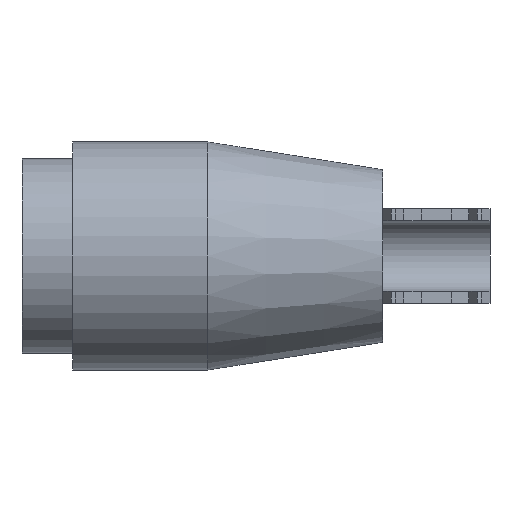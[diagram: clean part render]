
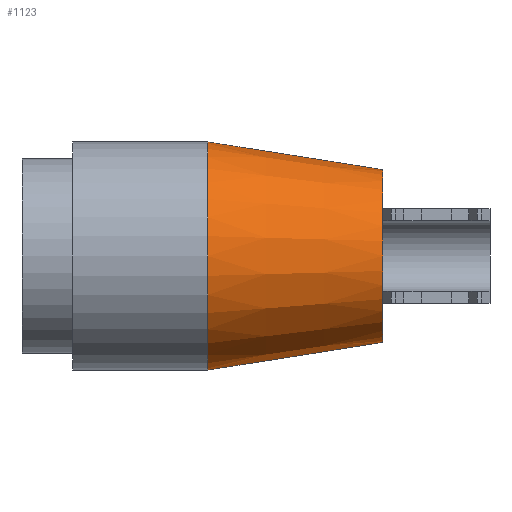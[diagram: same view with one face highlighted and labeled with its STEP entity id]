
A CAD part, front view. The second image highlights one B-rep face of the part: STEP entity #1123.
In plain terms, the highlighted conical face has half-angle 9 degrees and reference radius 5.111 mm.
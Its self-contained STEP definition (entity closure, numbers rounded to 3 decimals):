
#13 = EDGE_LOOP ( 'NONE', ( #1103, #1336, #644, #1466 ) ) ;
#87 = LINE ( 'NONE', #168, #382 ) ;
#168 = CARTESIAN_POINT ( 'NONE',  ( 7.5, 0., 5.111 ) ) ;
#182 = AXIS2_PLACEMENT_3D ( 'NONE', #1280, #1841, #269 ) ;
#221 = CONICAL_SURFACE ( 'NONE', #1510, 5.111, 0.157 ) ;
#244 = DIRECTION ( 'NONE',  ( -0.988, 0., -0.156 ) ) ;
#258 = VERTEX_POINT ( 'NONE', #1842 ) ;
#269 = DIRECTION ( 'NONE',  ( 0., 0., 1. ) ) ;
#293 = LINE ( 'NONE', #946, #1760 ) ;
#352 = AXIS2_PLACEMENT_3D ( 'NONE', #1319, #896, #460 ) ;
#376 = FACE_OUTER_BOUND ( 'NONE', #13, .T. ) ;
#382 = VECTOR ( 'NONE', #728, 1000. ) ;
#386 = DIRECTION ( 'NONE',  ( -1., 0., 0. ) ) ;
#460 = DIRECTION ( 'NONE',  ( 0., 0., 1. ) ) ;
#479 = EDGE_CURVE ( 'NONE', #258, #1758, #87, .T. ) ;
#517 = CARTESIAN_POINT ( 'NONE',  ( 7.5, 0., 0. ) ) ;
#644 = ORIENTED_EDGE ( 'NONE', *, *, #479, .T. ) ;
#728 = DIRECTION ( 'NONE',  ( -0.988, 0., 0.156 ) ) ;
#857 = CARTESIAN_POINT ( 'NONE',  ( -2.85, 0., 6.75 ) ) ;
#896 = DIRECTION ( 'NONE',  ( -1., 0., 0. ) ) ;
#931 = CIRCLE ( 'NONE', #352, 5.111 ) ;
#946 = CARTESIAN_POINT ( 'NONE',  ( 7.5, 0., -5.111 ) ) ;
#967 = VERTEX_POINT ( 'NONE', #1063 ) ;
#1021 = VERTEX_POINT ( 'NONE', #1505 ) ;
#1063 = CARTESIAN_POINT ( 'NONE',  ( -2.85, 0., -6.75 ) ) ;
#1103 = ORIENTED_EDGE ( 'NONE', *, *, #1820, .F. ) ;
#1123 = ADVANCED_FACE ( 'NONE', ( #376 ), #221, .T. ) ;
#1280 = CARTESIAN_POINT ( 'NONE',  ( -2.85, 0., 0. ) ) ;
#1319 = CARTESIAN_POINT ( 'NONE',  ( 7.5, 0., 0. ) ) ;
#1330 = CIRCLE ( 'NONE', #182, 6.75 ) ;
#1336 = ORIENTED_EDGE ( 'NONE', *, *, #1621, .T. ) ;
#1360 = EDGE_CURVE ( 'NONE', #967, #1758, #1330, .T. ) ;
#1394 = DIRECTION ( 'NONE',  ( 0., 0., 1. ) ) ;
#1466 = ORIENTED_EDGE ( 'NONE', *, *, #1360, .F. ) ;
#1505 = CARTESIAN_POINT ( 'NONE',  ( 7.5, 0., -5.111 ) ) ;
#1510 = AXIS2_PLACEMENT_3D ( 'NONE', #517, #386, #1394 ) ;
#1621 = EDGE_CURVE ( 'NONE', #1021, #258, #931, .T. ) ;
#1758 = VERTEX_POINT ( 'NONE', #857 ) ;
#1760 = VECTOR ( 'NONE', #244, 1000. ) ;
#1820 = EDGE_CURVE ( 'NONE', #1021, #967, #293, .T. ) ;
#1841 = DIRECTION ( 'NONE',  ( -1., 0., 0. ) ) ;
#1842 = CARTESIAN_POINT ( 'NONE',  ( 7.5, 0., 5.111 ) ) ;
